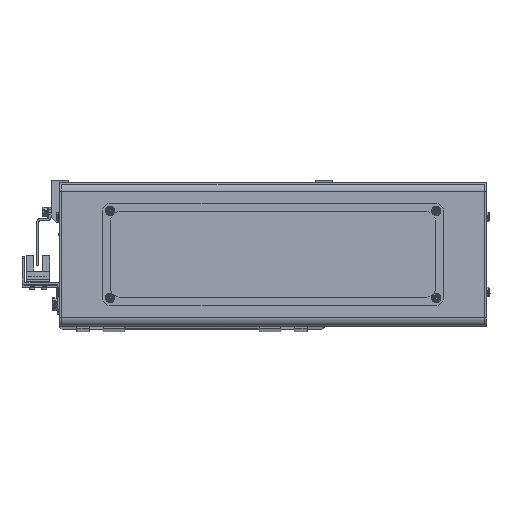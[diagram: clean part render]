
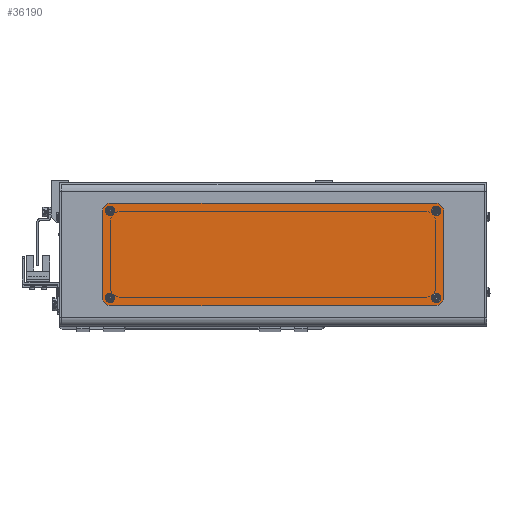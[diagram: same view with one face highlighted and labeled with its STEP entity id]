
A CAD part, top view. The second image highlights one B-rep face of the part: STEP entity #36190.
In plain terms, the highlighted planar face has unit normal (0, 0, 1).
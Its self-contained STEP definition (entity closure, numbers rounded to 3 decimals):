
#1042 = ORIENTED_EDGE ( 'NONE', *, *, #5668, .T. ) ;
#1376 = CARTESIAN_POINT ( 'NONE',  ( 97.2, 25.5, 2. ) ) ;
#1474 = CIRCLE ( 'NONE', #21588, 1.7 ) ;
#1684 = LINE ( 'NONE', #69665, #66460 ) ;
#1759 = CARTESIAN_POINT ( 'NONE',  ( 95.5, 25.5, 2. ) ) ;
#2228 = CARTESIAN_POINT ( 'NONE',  ( -95.5, -25.5, 2. ) ) ;
#2439 = FACE_BOUND ( 'NONE', #26967, .T. ) ;
#2770 = CARTESIAN_POINT ( 'NONE',  ( 95.5, -25.5, 2. ) ) ;
#3954 = AXIS2_PLACEMENT_3D ( 'NONE', #58914, #21309, #65214 ) ;
#4983 = CARTESIAN_POINT ( 'NONE',  ( -100., -25., 2. ) ) ;
#5143 = CARTESIAN_POINT ( 'NONE',  ( -93.8, -25.5, 2. ) ) ;
#5172 = EDGE_LOOP ( 'NONE', ( #13588, #78246 ) ) ;
#5490 = CIRCLE ( 'NONE', #12553, 1.7 ) ;
#5668 = EDGE_CURVE ( 'NONE', #57531, #29059, #59812, .T. ) ;
#5869 = EDGE_CURVE ( 'NONE', #51015, #30963, #46017, .T. ) ;
#6824 = DIRECTION ( 'NONE',  ( 1., 0., 0. ) ) ;
#7032 = ORIENTED_EDGE ( 'NONE', *, *, #57529, .T. ) ;
#7066 = DIRECTION ( 'NONE',  ( 0., 0., 1. ) ) ;
#8014 = DIRECTION ( 'NONE',  ( 1., 0., 0. ) ) ;
#8489 = DIRECTION ( 'NONE',  ( 1., 0., 0. ) ) ;
#8792 = ORIENTED_EDGE ( 'NONE', *, *, #5869, .F. ) ;
#9009 = DIRECTION ( 'NONE',  ( 1., 0., 0. ) ) ;
#9023 = CARTESIAN_POINT ( 'NONE',  ( -100., -25., 2. ) ) ;
#9262 = VECTOR ( 'NONE', #74167, 1000. ) ;
#9676 = CARTESIAN_POINT ( 'NONE',  ( -95., -30., 2. ) ) ;
#9920 = VERTEX_POINT ( 'NONE', #51756 ) ;
#10979 = AXIS2_PLACEMENT_3D ( 'NONE', #14440, #58395, #20768 ) ;
#11176 = EDGE_CURVE ( 'NONE', #14426, #57531, #20356, .T. ) ;
#11654 = CARTESIAN_POINT ( 'NONE',  ( 95., -30., 2. ) ) ;
#12075 = AXIS2_PLACEMENT_3D ( 'NONE', #35344, #79275, #41665 ) ;
#12381 = ORIENTED_EDGE ( 'NONE', *, *, #23340, .T. ) ;
#12553 = AXIS2_PLACEMENT_3D ( 'NONE', #2228, #46100, #8489 ) ;
#13588 = ORIENTED_EDGE ( 'NONE', *, *, #20732, .F. ) ;
#14157 = EDGE_CURVE ( 'NONE', #18061, #35718, #31816, .T. ) ;
#14426 = VERTEX_POINT ( 'NONE', #11654 ) ;
#14440 = CARTESIAN_POINT ( 'NONE',  ( 95., 25., 2. ) ) ;
#16558 = CARTESIAN_POINT ( 'NONE',  ( 97.2, -25.5, 2. ) ) ;
#17396 = CARTESIAN_POINT ( 'NONE',  ( -97.2, 25.5, 2. ) ) ;
#17666 = VERTEX_POINT ( 'NONE', #1376 ) ;
#17779 = ORIENTED_EDGE ( 'NONE', *, *, #31183, .F. ) ;
#18061 = VERTEX_POINT ( 'NONE', #5143 ) ;
#19073 = FACE_BOUND ( 'NONE', #80326, .T. ) ;
#19645 = EDGE_CURVE ( 'NONE', #29059, #53585, #44162, .T. ) ;
#20027 = DIRECTION ( 'NONE',  ( 0., 0., 1. ) ) ;
#20356 = CIRCLE ( 'NONE', #41569, 5. ) ;
#20732 = EDGE_CURVE ( 'NONE', #42655, #17666, #61639, .T. ) ;
#20768 = DIRECTION ( 'NONE',  ( 1., 0., 0. ) ) ;
#21043 = FACE_OUTER_BOUND ( 'NONE', #76778, .T. ) ;
#21309 = DIRECTION ( 'NONE',  ( 0., 0., 1. ) ) ;
#21588 = AXIS2_PLACEMENT_3D ( 'NONE', #1759, #45615, #8014 ) ;
#21799 = CARTESIAN_POINT ( 'NONE',  ( 93.8, -25.5, 2. ) ) ;
#22665 = PLANE ( 'NONE',  #12075 ) ;
#23340 = EDGE_CURVE ( 'NONE', #41525, #40902, #42374, .T. ) ;
#23798 = CIRCLE ( 'NONE', #64270, 1.7 ) ;
#24880 = DIRECTION ( 'NONE',  ( 0., 0., 1. ) ) ;
#25521 = ORIENTED_EDGE ( 'NONE', *, *, #63402, .T. ) ;
#25954 = LINE ( 'NONE', #4983, #9262 ) ;
#26967 = EDGE_LOOP ( 'NONE', ( #66077, #74522 ) ) ;
#28022 = CARTESIAN_POINT ( 'NONE',  ( -95., 30., 2. ) ) ;
#28471 = DIRECTION ( 'NONE',  ( 0., 0., 1. ) ) ;
#29059 = VERTEX_POINT ( 'NONE', #77306 ) ;
#30963 = VERTEX_POINT ( 'NONE', #16558 ) ;
#31183 = EDGE_CURVE ( 'NONE', #31667, #9920, #55291, .T. ) ;
#31259 = DIRECTION ( 'NONE',  ( 0., 0., 1. ) ) ;
#31667 = VERTEX_POINT ( 'NONE', #17396 ) ;
#31816 = CIRCLE ( 'NONE', #52183, 1.7 ) ;
#32172 = CARTESIAN_POINT ( 'NONE',  ( 100., 25., 2. ) ) ;
#34318 = DIRECTION ( 'NONE',  ( -1., 0., 0. ) ) ;
#34350 = AXIS2_PLACEMENT_3D ( 'NONE', #68859, #31259, #75228 ) ;
#34626 = CARTESIAN_POINT ( 'NONE',  ( 95.5, -25.5, 2. ) ) ;
#35344 = CARTESIAN_POINT ( 'NONE',  ( -95., -25., 2. ) ) ;
#35495 = EDGE_CURVE ( 'NONE', #35718, #18061, #5490, .T. ) ;
#35718 = VERTEX_POINT ( 'NONE', #49091 ) ;
#35745 = CARTESIAN_POINT ( 'NONE',  ( 95.5, 25.5, 2. ) ) ;
#35826 = FACE_BOUND ( 'NONE', #44845, .T. ) ;
#36190 = ADVANCED_FACE ( 'NONE', ( #35826, #54457, #21043, #19073, #2439 ), #22665, .T. ) ;
#37225 = CARTESIAN_POINT ( 'NONE',  ( 93.8, 25.5, 2. ) ) ;
#37494 = CARTESIAN_POINT ( 'NONE',  ( -95., 30., 2. ) ) ;
#38185 = CARTESIAN_POINT ( 'NONE',  ( -100., 25., 2. ) ) ;
#38718 = ORIENTED_EDGE ( 'NONE', *, *, #45914, .F. ) ;
#39544 = ORIENTED_EDGE ( 'NONE', *, *, #76136, .T. ) ;
#40902 = VERTEX_POINT ( 'NONE', #9676 ) ;
#40951 = DIRECTION ( 'NONE',  ( 1., 0., 0. ) ) ;
#41525 = VERTEX_POINT ( 'NONE', #9023 ) ;
#41569 = AXIS2_PLACEMENT_3D ( 'NONE', #44692, #7066, #50942 ) ;
#41665 = DIRECTION ( 'NONE',  ( 1., 0., 0. ) ) ;
#42057 = DIRECTION ( 'NONE',  ( 1., 0., 0. ) ) ;
#42374 = CIRCLE ( 'NONE', #3954, 5. ) ;
#42655 = VERTEX_POINT ( 'NONE', #37225 ) ;
#43151 = VECTOR ( 'NONE', #76151, 1000. ) ;
#43575 = ORIENTED_EDGE ( 'NONE', *, *, #11176, .T. ) ;
#44162 = CIRCLE ( 'NONE', #10979, 5. ) ;
#44611 = EDGE_CURVE ( 'NONE', #17666, #42655, #1474, .T. ) ;
#44692 = CARTESIAN_POINT ( 'NONE',  ( 95., -25., 2. ) ) ;
#44801 = CARTESIAN_POINT ( 'NONE',  ( 95., 30., 2. ) ) ;
#44845 = EDGE_LOOP ( 'NONE', ( #8792, #38718 ) ) ;
#45022 = VERTEX_POINT ( 'NONE', #37494 ) ;
#45615 = DIRECTION ( 'NONE',  ( 0., 0., 1. ) ) ;
#45754 = VERTEX_POINT ( 'NONE', #38185 ) ;
#45914 = EDGE_CURVE ( 'NONE', #30963, #51015, #23798, .T. ) ;
#46017 = CIRCLE ( 'NONE', #47972, 1.7 ) ;
#46100 = DIRECTION ( 'NONE',  ( 0., 0., 1. ) ) ;
#46621 = DIRECTION ( 'NONE',  ( 0., 0., 1. ) ) ;
#47972 = AXIS2_PLACEMENT_3D ( 'NONE', #34626, #78547, #40951 ) ;
#48705 = LINE ( 'NONE', #28022, #80199 ) ;
#49091 = CARTESIAN_POINT ( 'NONE',  ( -97.2, -25.5, 2. ) ) ;
#50906 = ORIENTED_EDGE ( 'NONE', *, *, #76070, .F. ) ;
#50942 = DIRECTION ( 'NONE',  ( 1., 0., 0. ) ) ;
#51015 = VERTEX_POINT ( 'NONE', #21799 ) ;
#51755 = AXIS2_PLACEMENT_3D ( 'NONE', #62477, #24880, #68810 ) ;
#51756 = CARTESIAN_POINT ( 'NONE',  ( -93.8, 25.5, 2. ) ) ;
#52183 = AXIS2_PLACEMENT_3D ( 'NONE', #66068, #28471, #72430 ) ;
#53585 = VERTEX_POINT ( 'NONE', #44801 ) ;
#54115 = AXIS2_PLACEMENT_3D ( 'NONE', #57641, #20027, #63951 ) ;
#54457 = FACE_BOUND ( 'NONE', #5172, .T. ) ;
#55291 = CIRCLE ( 'NONE', #51755, 1.7 ) ;
#57529 = EDGE_CURVE ( 'NONE', #45022, #45754, #76798, .T. ) ;
#57531 = VERTEX_POINT ( 'NONE', #69993 ) ;
#57641 = CARTESIAN_POINT ( 'NONE',  ( -95., 25., 2. ) ) ;
#58395 = DIRECTION ( 'NONE',  ( 0., 0., 1. ) ) ;
#58914 = CARTESIAN_POINT ( 'NONE',  ( -95., -25., 2. ) ) ;
#59434 = AXIS2_PLACEMENT_3D ( 'NONE', #35745, #79648, #42057 ) ;
#59812 = LINE ( 'NONE', #32172, #43151 ) ;
#61639 = CIRCLE ( 'NONE', #59434, 1.7 ) ;
#62424 = CIRCLE ( 'NONE', #34350, 1.7 ) ;
#62477 = CARTESIAN_POINT ( 'NONE',  ( -95.5, 25.5, 2. ) ) ;
#63402 = EDGE_CURVE ( 'NONE', #45754, #41525, #25954, .T. ) ;
#63951 = DIRECTION ( 'NONE',  ( 1., 0., 0. ) ) ;
#64270 = AXIS2_PLACEMENT_3D ( 'NONE', #2770, #46621, #9009 ) ;
#65214 = DIRECTION ( 'NONE',  ( 1., 0., 0. ) ) ;
#66068 = CARTESIAN_POINT ( 'NONE',  ( -95.5, -25.5, 2. ) ) ;
#66077 = ORIENTED_EDGE ( 'NONE', *, *, #35495, .F. ) ;
#66460 = VECTOR ( 'NONE', #6824, 1000. ) ;
#68810 = DIRECTION ( 'NONE',  ( 1., 0., 0. ) ) ;
#68859 = CARTESIAN_POINT ( 'NONE',  ( -95.5, 25.5, 2. ) ) ;
#69665 = CARTESIAN_POINT ( 'NONE',  ( 95., -30., 2. ) ) ;
#69993 = CARTESIAN_POINT ( 'NONE',  ( 100., -25., 2. ) ) ;
#72430 = DIRECTION ( 'NONE',  ( 1., 0., 0. ) ) ;
#73624 = ORIENTED_EDGE ( 'NONE', *, *, #75755, .T. ) ;
#74167 = DIRECTION ( 'NONE',  ( 0., -1., 0. ) ) ;
#74522 = ORIENTED_EDGE ( 'NONE', *, *, #14157, .F. ) ;
#75228 = DIRECTION ( 'NONE',  ( 1., 0., 0. ) ) ;
#75755 = EDGE_CURVE ( 'NONE', #53585, #45022, #48705, .T. ) ;
#76070 = EDGE_CURVE ( 'NONE', #9920, #31667, #62424, .T. ) ;
#76136 = EDGE_CURVE ( 'NONE', #40902, #14426, #1684, .T. ) ;
#76151 = DIRECTION ( 'NONE',  ( 0., 1., 0. ) ) ;
#76778 = EDGE_LOOP ( 'NONE', ( #12381, #39544, #43575, #1042, #80064, #73624, #7032, #25521 ) ) ;
#76798 = CIRCLE ( 'NONE', #54115, 5. ) ;
#77306 = CARTESIAN_POINT ( 'NONE',  ( 100., 25., 2. ) ) ;
#78246 = ORIENTED_EDGE ( 'NONE', *, *, #44611, .F. ) ;
#78547 = DIRECTION ( 'NONE',  ( 0., 0., 1. ) ) ;
#79275 = DIRECTION ( 'NONE',  ( 0., 0., 1. ) ) ;
#79648 = DIRECTION ( 'NONE',  ( 0., 0., 1. ) ) ;
#80064 = ORIENTED_EDGE ( 'NONE', *, *, #19645, .T. ) ;
#80199 = VECTOR ( 'NONE', #34318, 1000. ) ;
#80326 = EDGE_LOOP ( 'NONE', ( #17779, #50906 ) ) ;
